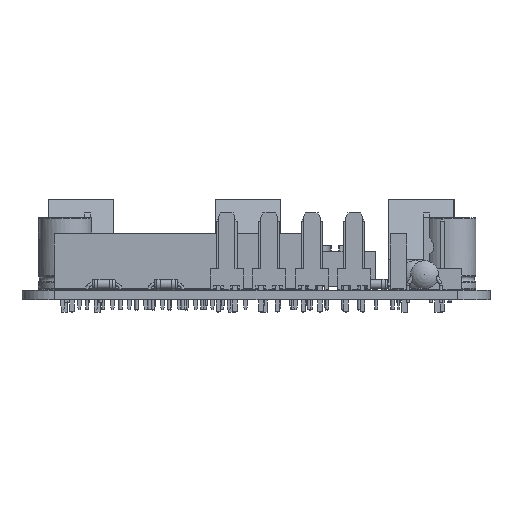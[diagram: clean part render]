
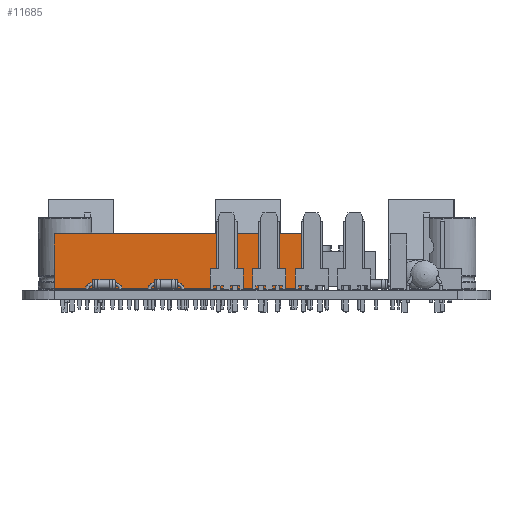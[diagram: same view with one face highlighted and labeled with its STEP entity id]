
A CAD part, left-side view. The second image highlights one B-rep face of the part: STEP entity #11685.
In plain terms, the highlighted planar face has unit normal (-1, 0, 0).
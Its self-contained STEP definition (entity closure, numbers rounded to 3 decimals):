
#9962 = VERTEX_POINT('',#9963);
#9963 = CARTESIAN_POINT('',(-1.27,-36.83,0.));
#9971 = EDGE_CURVE('',#9962,#9972,#9974,.T.);
#9972 = VERTEX_POINT('',#9973);
#9973 = CARTESIAN_POINT('',(-1.27,-36.83,8.5));
#9974 = LINE('',#9975,#9976);
#9975 = CARTESIAN_POINT('',(-1.27,-36.83,0.));
#9976 = VECTOR('',#9977,1.);
#9977 = DIRECTION('',(0.,0.,1.));
#10034 = VERTEX_POINT('',#10035);
#10035 = CARTESIAN_POINT('',(-1.27,1.27,8.5));
#10041 = EDGE_CURVE('',#10042,#10034,#10044,.T.);
#10042 = VERTEX_POINT('',#10043);
#10043 = CARTESIAN_POINT('',(-1.27,1.27,0.));
#10044 = LINE('',#10045,#10046);
#10045 = CARTESIAN_POINT('',(-1.27,1.27,0.));
#10046 = VECTOR('',#10047,1.);
#10047 = DIRECTION('',(0.,0.,1.));
#10106 = EDGE_CURVE('',#10034,#9972,#10107,.T.);
#10107 = LINE('',#10108,#10109);
#10108 = CARTESIAN_POINT('',(-1.27,1.27,8.5));
#10109 = VECTOR('',#10110,1.);
#10110 = DIRECTION('',(0.,-1.,0.));
#10639 = EDGE_CURVE('',#10042,#9962,#10640,.T.);
#10640 = LINE('',#10641,#10642);
#10641 = CARTESIAN_POINT('',(-1.27,1.27,0.));
#10642 = VECTOR('',#10643,1.);
#10643 = DIRECTION('',(0.,-1.,0.));
#11685 = ADVANCED_FACE('',(#11686),#11692,.F.);
#11686 = FACE_BOUND('',#11687,.F.);
#11687 = EDGE_LOOP('',(#11688,#11689,#11690,#11691));
#11688 = ORIENTED_EDGE('',*,*,#10041,.T.);
#11689 = ORIENTED_EDGE('',*,*,#10106,.T.);
#11690 = ORIENTED_EDGE('',*,*,#9971,.F.);
#11691 = ORIENTED_EDGE('',*,*,#10639,.F.);
#11692 = PLANE('',#11693);
#11693 = AXIS2_PLACEMENT_3D('',#11694,#11695,#11696);
#11694 = CARTESIAN_POINT('',(-1.27,1.27,0.));
#11695 = DIRECTION('',(1.,0.,0.));
#11696 = DIRECTION('',(0.,-1.,0.));
